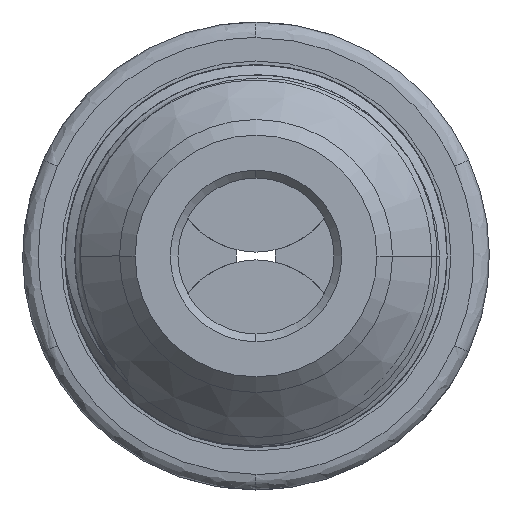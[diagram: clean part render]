
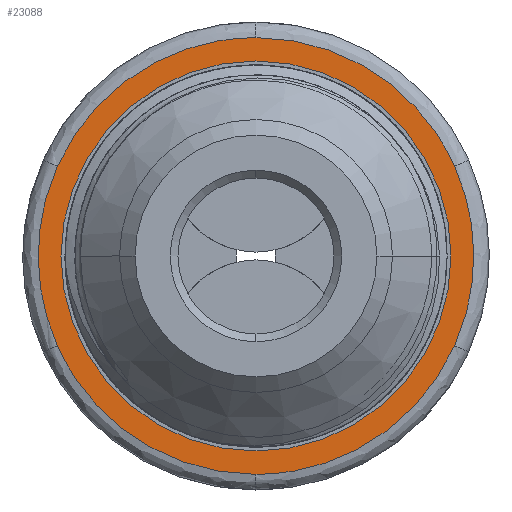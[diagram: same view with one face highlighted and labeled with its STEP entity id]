
A CAD part, left-side view. The second image highlights one B-rep face of the part: STEP entity #23088.
In plain terms, the highlighted face is planar.
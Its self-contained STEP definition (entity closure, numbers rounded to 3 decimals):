
#15275=CARTESIAN_POINT('',(0.,0.,0.));
#15276=DIRECTION('',(0.,1.,0.));
#15277=DIRECTION('',(-1.,0.,0.));
#15278=AXIS2_PLACEMENT_3D('',#15275,#15276,#15277);
#15283=CARTESIAN_POINT('',(0.,0.,0.));
#15284=DIRECTION('',(0.,1.,0.));
#15285=DIRECTION('',(1.,0.,0.));
#15286=AXIS2_PLACEMENT_3D('',#15283,#15284,#15285);
#15291=CARTESIAN_POINT('',(-1.149,0.,-2.547));
#15292=CARTESIAN_POINT('',(-1.08,0.,-2.578));
#15293=CARTESIAN_POINT('',(-0.944,0.,-2.632));
#15294=CARTESIAN_POINT('',(-0.746,0.,-2.694));
#15295=CARTESIAN_POINT('',(-0.543,0.,-2.742));
#15296=CARTESIAN_POINT('',(-0.341,0.,-2.774));
#15297=CARTESIAN_POINT('',(-0.138,0.,-2.791));
#15298=CARTESIAN_POINT('',(0.066,0.,-2.794));
#15299=CARTESIAN_POINT('',(0.271,0.,-2.781));
#15300=CARTESIAN_POINT('',(0.474,0.,-2.754));
#15301=CARTESIAN_POINT('',(0.682,0.,-2.711));
#15302=CARTESIAN_POINT('',(0.904,0.,-2.647));
#15303=CARTESIAN_POINT('',(1.066,0.,-2.584));
#15304=CARTESIAN_POINT('',(1.149,0.,-2.547));
#15309=CARTESIAN_POINT('',(1.149,0.,-2.547));
#15310=CARTESIAN_POINT('',(1.294,0.,-2.482));
#15311=CARTESIAN_POINT('',(1.563,0.,-2.332));
#15312=CARTESIAN_POINT('',(1.904,0.,-2.064));
#15313=CARTESIAN_POINT('',(2.207,0.,-1.738));
#15314=CARTESIAN_POINT('',(2.449,0.,-1.378));
#15315=CARTESIAN_POINT('',(2.644,0.,-0.96));
#15316=CARTESIAN_POINT('',(2.771,0.,-0.491));
#15317=CARTESIAN_POINT('',(2.8,0.,-0.167));
#15318=CARTESIAN_POINT('',(2.8,0.,0.));
#15323=CARTESIAN_POINT('',(2.8,0.,0.));
#15324=CARTESIAN_POINT('',(2.8,0.,0.159));
#15325=CARTESIAN_POINT('',(2.773,0.,0.466));
#15326=CARTESIAN_POINT('',(2.667,0.,0.887));
#15327=CARTESIAN_POINT('',(2.493,0.,1.297));
#15328=CARTESIAN_POINT('',(2.263,0.,1.665));
#15329=CARTESIAN_POINT('',(1.962,0.,2.013));
#15330=CARTESIAN_POINT('',(1.585,0.,2.32));
#15331=CARTESIAN_POINT('',(1.301,0.,2.479));
#15332=CARTESIAN_POINT('',(1.149,0.,2.547));
#15337=CARTESIAN_POINT('',(1.149,0.,2.547));
#15338=CARTESIAN_POINT('',(1.08,0.,2.578));
#15339=CARTESIAN_POINT('',(0.943,0.,2.632));
#15340=CARTESIAN_POINT('',(0.745,0.,2.694));
#15341=CARTESIAN_POINT('',(0.543,0.,2.742));
#15342=CARTESIAN_POINT('',(0.34,0.,2.774));
#15343=CARTESIAN_POINT('',(0.137,0.,2.791));
#15344=CARTESIAN_POINT('',(-0.067,0.,2.794));
#15345=CARTESIAN_POINT('',(-0.272,0.,2.781));
#15346=CARTESIAN_POINT('',(-0.475,0.,2.754));
#15347=CARTESIAN_POINT('',(-0.683,0.,2.711));
#15348=CARTESIAN_POINT('',(-0.904,0.,2.647));
#15349=CARTESIAN_POINT('',(-1.066,0.,2.584));
#15350=CARTESIAN_POINT('',(-1.149,0.,2.547));
#15355=CARTESIAN_POINT('',(-1.149,0.,2.547));
#15356=CARTESIAN_POINT('',(-1.294,0.,2.482));
#15357=CARTESIAN_POINT('',(-1.563,0.,2.332));
#15358=CARTESIAN_POINT('',(-1.904,0.,2.064));
#15359=CARTESIAN_POINT('',(-2.207,0.,1.738));
#15360=CARTESIAN_POINT('',(-2.449,0.,1.378));
#15361=CARTESIAN_POINT('',(-2.644,0.,0.96));
#15362=CARTESIAN_POINT('',(-2.771,0.,0.491));
#15363=CARTESIAN_POINT('',(-2.8,0.,0.167));
#15364=CARTESIAN_POINT('',(-2.8,0.,0.));
#15369=CARTESIAN_POINT('',(-2.8,0.,0.));
#15370=CARTESIAN_POINT('',(-2.8,0.,-0.159));
#15371=CARTESIAN_POINT('',(-2.773,0.,-0.466));
#15372=CARTESIAN_POINT('',(-2.667,0.,-0.887));
#15373=CARTESIAN_POINT('',(-2.493,0.,-1.296));
#15374=CARTESIAN_POINT('',(-2.264,0.,-1.664));
#15375=CARTESIAN_POINT('',(-1.962,0.,-2.013));
#15376=CARTESIAN_POINT('',(-1.585,0.,-2.32));
#15377=CARTESIAN_POINT('',(-1.301,0.,-2.479));
#15378=CARTESIAN_POINT('',(-1.149,0.,-2.547));
#18010=CARTESIAN_POINT('',(-2.5,0.,0.));
#18011=CARTESIAN_POINT('',(2.5,0.,0.));
#18012=VERTEX_POINT('',#18010);
#18013=VERTEX_POINT('',#18011);
#18080=VERTEX_POINT('',#15291);
#18081=VERTEX_POINT('',#15304);
#18083=VERTEX_POINT('',#15318);
#18085=VERTEX_POINT('',#15332);
#18087=VERTEX_POINT('',#15350);
#18089=VERTEX_POINT('',#15364);
#23068=CARTESIAN_POINT('',(0.,0.,0.));
#23069=DIRECTION('',(0.,1.,0.));
#23070=DIRECTION('',(0.,0.,-1.));
#23071=AXIS2_PLACEMENT_3D('',#23068,#23069,#23070);
#23072=PLANE('',#23071);
#23074=ORIENTED_EDGE('',*,*,#23073,.T.);
#23076=ORIENTED_EDGE('',*,*,#23075,.T.);
#23077=ORIENTED_EDGE('',*,*,#21202,.T.);
#23078=ORIENTED_EDGE('',*,*,#21277,.T.);
#23079=ORIENTED_EDGE('',*,*,#21335,.T.);
#23080=ORIENTED_EDGE('',*,*,#21394,.T.);
#23081=EDGE_LOOP('',(#23074,#23076,#23077,#23078,#23079,#23080));
#23082=FACE_OUTER_BOUND('',#23081,.F.);
#23084=ORIENTED_EDGE('',*,*,#23083,.T.);
#23085=ORIENTED_EDGE('',*,*,#23050,.T.);
#23086=EDGE_LOOP('',(#23084,#23085));
#23087=FACE_BOUND('',#23086,.F.);
#15279=CIRCLE('',#15278,2.5);
#15287=CIRCLE('',#15286,2.5);
#15305=B_SPLINE_CURVE_WITH_KNOTS('',3,(#15291,#15292,#15293,#15294,#15295,
#15296,#15297,#15298,#15299,#15300,#15301,#15302,#15303,#15304),.UNSPECIFIED.,
.F.,.F.,(4,1,1,1,1,1,1,1,1,1,1,4),(0.,0.091,0.182,
0.273,0.364,0.455,0.545,
0.636,0.727,0.818,0.909,1.),
.UNSPECIFIED.);
#15319=B_SPLINE_CURVE_WITH_KNOTS('',3,(#15309,#15310,#15311,#15312,#15313,
#15314,#15315,#15316,#15317,#15318),.UNSPECIFIED.,.F.,.F.,(4,1,1,1,1,1,1,4),(
0.,0.143,0.286,0.429,0.571,
0.714,0.857,1.),.UNSPECIFIED.);
#15333=B_SPLINE_CURVE_WITH_KNOTS('',3,(#15323,#15324,#15325,#15326,#15327,
#15328,#15329,#15330,#15331,#15332),.UNSPECIFIED.,.F.,.F.,(4,1,1,1,1,1,1,4),(
0.,0.143,0.286,0.429,0.571,
0.714,0.857,1.),.UNSPECIFIED.);
#15351=B_SPLINE_CURVE_WITH_KNOTS('',3,(#15337,#15338,#15339,#15340,#15341,
#15342,#15343,#15344,#15345,#15346,#15347,#15348,#15349,#15350),.UNSPECIFIED.,
.F.,.F.,(4,1,1,1,1,1,1,1,1,1,1,4),(0.,0.091,0.182,
0.273,0.364,0.455,0.545,
0.636,0.727,0.818,0.909,1.),
.UNSPECIFIED.);
#15365=B_SPLINE_CURVE_WITH_KNOTS('',3,(#15355,#15356,#15357,#15358,#15359,
#15360,#15361,#15362,#15363,#15364),.UNSPECIFIED.,.F.,.F.,(4,1,1,1,1,1,1,4),(
0.,0.143,0.286,0.429,0.571,
0.714,0.857,1.),.UNSPECIFIED.);
#15379=B_SPLINE_CURVE_WITH_KNOTS('',3,(#15369,#15370,#15371,#15372,#15373,
#15374,#15375,#15376,#15377,#15378),.UNSPECIFIED.,.F.,.F.,(4,1,1,1,1,1,1,4),(
0.,0.143,0.286,0.429,0.571,
0.714,0.857,1.),.UNSPECIFIED.);
#21202=EDGE_CURVE('',#18083,#18085,#15333,.T.);
#21277=EDGE_CURVE('',#18085,#18087,#15351,.T.);
#21335=EDGE_CURVE('',#18087,#18089,#15365,.T.);
#21394=EDGE_CURVE('',#18089,#18080,#15379,.T.);
#23050=EDGE_CURVE('',#18013,#18012,#15287,.T.);
#23073=EDGE_CURVE('',#18080,#18081,#15305,.T.);
#23075=EDGE_CURVE('',#18081,#18083,#15319,.T.);
#23083=EDGE_CURVE('',#18012,#18013,#15279,.T.);
#23088=ADVANCED_FACE('',(#23082,#23087),#23072,.T.);
